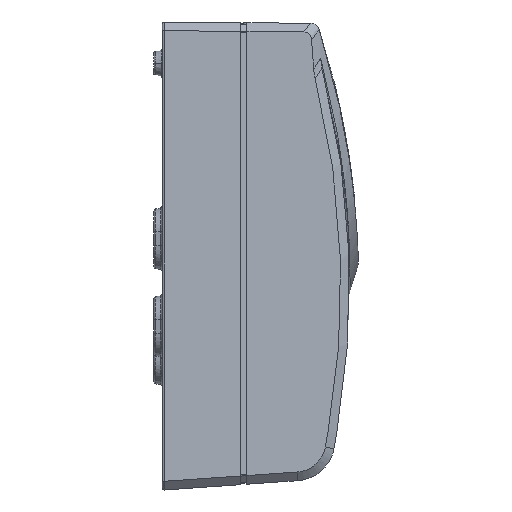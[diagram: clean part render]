
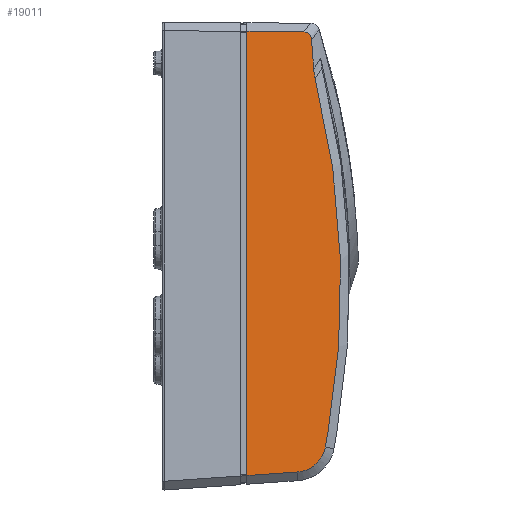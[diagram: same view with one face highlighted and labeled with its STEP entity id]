
A CAD part, front view. The second image highlights one B-rep face of the part: STEP entity #19011.
In plain terms, the highlighted planar face has unit normal (0.044, -0.998, 0.046).
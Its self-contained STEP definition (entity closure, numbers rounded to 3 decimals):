
#13376=CARTESIAN_POINT('Vertex',(34.312,-39.686,46.656)) ;
#13412=CARTESIAN_POINT('Vertex',(32.542,-39.682,48.419)) ;
#13416=CARTESIAN_POINT('Control Point',(32.542,-39.682,48.419)) ;
#13417=CARTESIAN_POINT('Control Point',(32.813,-39.671,48.417)) ;
#13418=CARTESIAN_POINT('Control Point',(33.087,-39.661,48.375)) ;
#13419=CARTESIAN_POINT('Control Point',(33.363,-39.653,48.28)) ;
#13420=CARTESIAN_POINT('Control Point',(33.849,-39.647,47.954)) ;
#13421=CARTESIAN_POINT('Control Point',(34.146,-39.656,47.46)) ;
#13422=CARTESIAN_POINT('Control Point',(34.238,-39.665,47.192)) ;
#13423=CARTESIAN_POINT('Control Point',(34.291,-39.675,46.924)) ;
#13424=CARTESIAN_POINT('Control Point',(34.312,-39.686,46.656)) ;
#13484=CARTESIAN_POINT('Vertex',(34.821,-39.975,39.873)) ;
#13488=CARTESIAN_POINT('Control Point',(34.821,-39.975,39.873)) ;
#13489=CARTESIAN_POINT('Control Point',(34.872,-40.007,39.131)) ;
#13490=CARTESIAN_POINT('Control Point',(34.982,-40.034,38.434)) ;
#13491=CARTESIAN_POINT('Control Point',(35.146,-40.056,37.787)) ;
#13492=CARTESIAN_POINT('Vertex',(35.146,-40.056,37.787)) ;
#13718=CARTESIAN_POINT('Control Point',(38.126,-43.65,-43.417)) ;
#13719=CARTESIAN_POINT('Control Point',(38.175,-43.635,-43.135)) ;
#13720=CARTESIAN_POINT('Control Point',(38.224,-43.62,-42.853)) ;
#13721=CARTESIAN_POINT('Control Point',(38.273,-43.605,-42.571)) ;
#13722=CARTESIAN_POINT('Control Point',(38.652,-43.486,-40.342)) ;
#13723=CARTESIAN_POINT('Control Point',(39.,-43.369,-38.107)) ;
#13724=CARTESIAN_POINT('Control Point',(39.277,-43.267,-36.15)) ;
#13725=CARTESIAN_POINT('Control Point',(39.894,-43.022,-31.395)) ;
#13726=CARTESIAN_POINT('Control Point',(40.36,-42.783,-26.623)) ;
#13727=CARTESIAN_POINT('Control Point',(40.586,-42.644,-23.812)) ;
#13728=CARTESIAN_POINT('Control Point',(40.948,-42.356,-17.894)) ;
#13729=CARTESIAN_POINT('Control Point',(41.087,-42.079,-11.966)) ;
#13730=CARTESIAN_POINT('Control Point',(41.097,-41.935,-8.856)) ;
#13731=CARTESIAN_POINT('Control Point',(40.908,-41.426,2.435)) ;
#13732=CARTESIAN_POINT('Control Point',(39.899,-40.953,13.698)) ;
#13733=CARTESIAN_POINT('Control Point',(38.738,-40.632,21.813)) ;
#13734=CARTESIAN_POINT('Control Point',(37.151,-40.333,29.853)) ;
#13735=CARTESIAN_POINT('Control Point',(35.146,-40.056,37.787)) ;
#13736=CARTESIAN_POINT('Vertex',(38.126,-43.65,-43.417)) ;
#13740=CARTESIAN_POINT('Control Point',(37.486,-43.837,-46.867)) ;
#13741=CARTESIAN_POINT('Control Point',(37.547,-43.819,-46.543)) ;
#13742=CARTESIAN_POINT('Control Point',(37.608,-43.802,-46.22)) ;
#13743=CARTESIAN_POINT('Control Point',(37.669,-43.784,-45.896)) ;
#13744=CARTESIAN_POINT('Control Point',(37.799,-43.747,-45.206)) ;
#13745=CARTESIAN_POINT('Control Point',(37.928,-43.71,-44.517)) ;
#13746=CARTESIAN_POINT('Control Point',(37.995,-43.69,-44.15)) ;
#13747=CARTESIAN_POINT('Control Point',(38.061,-43.67,-43.784)) ;
#13748=CARTESIAN_POINT('Control Point',(38.126,-43.65,-43.417)) ;
#13749=CARTESIAN_POINT('Vertex',(37.486,-43.837,-46.867)) ;
#13895=CARTESIAN_POINT('Control Point',(31.167,-44.377,-52.616)) ;
#13896=CARTESIAN_POINT('Control Point',(31.663,-44.353,-52.581)) ;
#13897=CARTESIAN_POINT('Control Point',(32.156,-44.328,-52.501)) ;
#13898=CARTESIAN_POINT('Control Point',(32.64,-44.301,-52.375)) ;
#13899=CARTESIAN_POINT('Control Point',(33.805,-44.231,-51.953)) ;
#13900=CARTESIAN_POINT('Control Point',(34.849,-44.154,-51.281)) ;
#13901=CARTESIAN_POINT('Control Point',(35.413,-44.108,-50.8)) ;
#13902=CARTESIAN_POINT('Control Point',(36.32,-44.022,-49.795)) ;
#13903=CARTESIAN_POINT('Control Point',(36.965,-43.94,-48.615)) ;
#13904=CARTESIAN_POINT('Control Point',(37.2,-43.903,-48.05)) ;
#13905=CARTESIAN_POINT('Control Point',(37.375,-43.869,-47.464)) ;
#13906=CARTESIAN_POINT('Control Point',(37.486,-43.837,-46.867)) ;
#13907=CARTESIAN_POINT('Vertex',(31.167,-44.377,-52.616)) ;
#13930=CARTESIAN_POINT('Line Origine',(22.796,-40.104,48.504)) ;
#13934=CARTESIAN_POINT('Vertex',(19.5,-40.247,48.533)) ;
#15764=CARTESIAN_POINT('Control Point',(34.312,-39.686,46.656)) ;
#15765=CARTESIAN_POINT('Control Point',(34.494,-39.782,44.396)) ;
#15766=CARTESIAN_POINT('Control Point',(34.666,-39.878,42.135)) ;
#15767=CARTESIAN_POINT('Control Point',(34.821,-39.975,39.873)) ;
#18942=CARTESIAN_POINT('Line Origine',(22.785,-44.77,-53.202)) ;
#18946=CARTESIAN_POINT('Vertex',(19.5,-44.924,-53.432)) ;
#18990=CARTESIAN_POINT('Axis2P3D Location',(0.,-43.465,-3.049)) ;
#18995=CARTESIAN_POINT('Line Origine',(19.5,-42.615,-3.088)) ;
#13931=DIRECTION('Vector Direction',(0.999,0.043,-0.009)) ;
#18943=DIRECTION('Vector Direction',(-0.996,-0.047,-0.07)) ;
#18991=DIRECTION('Axis2P3D Direction',(0.044,-0.998,0.046)) ;
#18992=DIRECTION('Axis2P3D XDirection',(0.,0.046,0.999)) ;
#18996=DIRECTION('Vector Direction',(0.,0.046,0.999)) ;
#18993=AXIS2_PLACEMENT_3D('Plane Axis2P3D',#18990,#18991,#18992) ;
#19001=ORIENTED_EDGE('',*,*,#18948,.T.) ;
#19002=ORIENTED_EDGE('',*,*,#13909,.T.) ;
#19003=ORIENTED_EDGE('',*,*,#13751,.T.) ;
#19004=ORIENTED_EDGE('',*,*,#13738,.T.) ;
#19005=ORIENTED_EDGE('',*,*,#13494,.F.) ;
#19006=ORIENTED_EDGE('',*,*,#15768,.T.) ;
#19007=ORIENTED_EDGE('',*,*,#13425,.T.) ;
#19008=ORIENTED_EDGE('',*,*,#13936,.F.) ;
#19009=ORIENTED_EDGE('',*,*,#18999,.F.) ;
#13932=VECTOR('Line Direction',#13931,1.) ;
#18944=VECTOR('Line Direction',#18943,1.) ;
#18997=VECTOR('Line Direction',#18996,1.) ;
#19011=ADVANCED_FACE('ED10025471',(#19010),#18994,.T.) ;
#13415=B_SPLINE_CURVE_WITH_KNOTS('',5,(#13416,#13417,#13418,#13419,#13420,#13421,#13422,#13423,#13424),.UNSPECIFIED.,.F.,.U.,(6,3,6),(0.,1.956,3.939),.UNSPECIFIED.) ;
#13487=B_SPLINE_CURVE_WITH_KNOTS('',3,(#13488,#13489,#13490,#13491),.UNSPECIFIED.,.F.,.U.,(4,4),(0.,10.383),.UNSPECIFIED.) ;
#13717=B_SPLINE_CURVE_WITH_KNOTS('',5,(#13718,#13719,#13720,#13721,#13722,#13723,#13724,#13725,#13726,#13727,#13728,#13729,#13730,#13731,#13732,#13733,#13734,#13735),.UNSPECIFIED.,.F.,.U.,(6,3,3,3,3,6),(51.054,53.09,67.154,87.217,109.347,167.565),.UNSPECIFIED.) ;
#13739=B_SPLINE_CURVE_WITH_KNOTS('',5,(#13740,#13741,#13742,#13743,#13744,#13745,#13746,#13747,#13748),.UNSPECIFIED.,.F.,.U.,(6,3,6),(46.058,48.402,51.054),.UNSPECIFIED.) ;
#13894=B_SPLINE_CURVE_WITH_KNOTS('',5,(#13895,#13896,#13897,#13898,#13899,#13900,#13901,#13902,#13903,#13904,#13905,#13906),.UNSPECIFIED.,.F.,.U.,(6,3,3,6),(28.528,32.552,38.513,43.496),.UNSPECIFIED.) ;
#15763=B_SPLINE_CURVE_WITH_KNOTS('',3,(#15764,#15765,#15766,#15767),.UNSPECIFIED.,.F.,.U.,(4,4),(2.479,12.084),.UNSPECIFIED.) ;
#13425=EDGE_CURVE('',#13377,#13413,#13415,.F.) ;
#13494=EDGE_CURVE('',#13485,#13493,#13487,.T.) ;
#13738=EDGE_CURVE('',#13737,#13493,#13717,.T.) ;
#13751=EDGE_CURVE('',#13750,#13737,#13739,.T.) ;
#13909=EDGE_CURVE('',#13908,#13750,#13894,.T.) ;
#13936=EDGE_CURVE('',#13935,#13413,#13933,.T.) ;
#15768=EDGE_CURVE('',#13485,#13377,#15763,.F.) ;
#18948=EDGE_CURVE('',#18947,#13908,#18945,.F.) ;
#18999=EDGE_CURVE('',#18947,#13935,#18998,.T.) ;
#19000=EDGE_LOOP('',(#19001,#19002,#19003,#19004,#19005,#19006,#19007,#19008,#19009)) ;
#19010=FACE_OUTER_BOUND('',#19000,.T.) ;
#13933=LINE('Line',#13930,#13932) ;
#18945=LINE('Line',#18942,#18944) ;
#18998=LINE('Line',#18995,#18997) ;
#18994=PLANE('',#18993) ;
#13377=VERTEX_POINT('',#13376) ;
#13413=VERTEX_POINT('',#13412) ;
#13485=VERTEX_POINT('',#13484) ;
#13493=VERTEX_POINT('',#13492) ;
#13737=VERTEX_POINT('',#13736) ;
#13750=VERTEX_POINT('',#13749) ;
#13908=VERTEX_POINT('',#13907) ;
#13935=VERTEX_POINT('',#13934) ;
#18947=VERTEX_POINT('',#18946) ;
